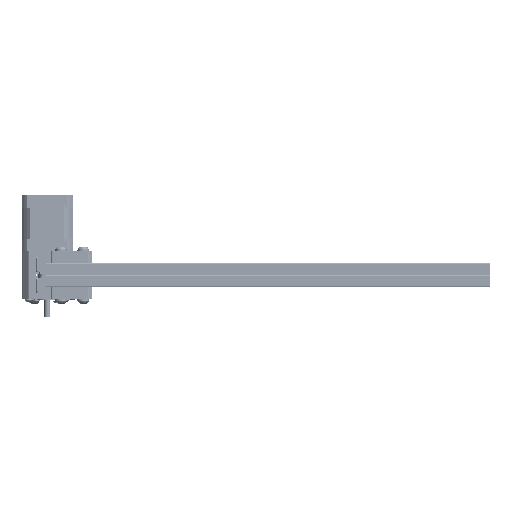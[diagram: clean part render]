
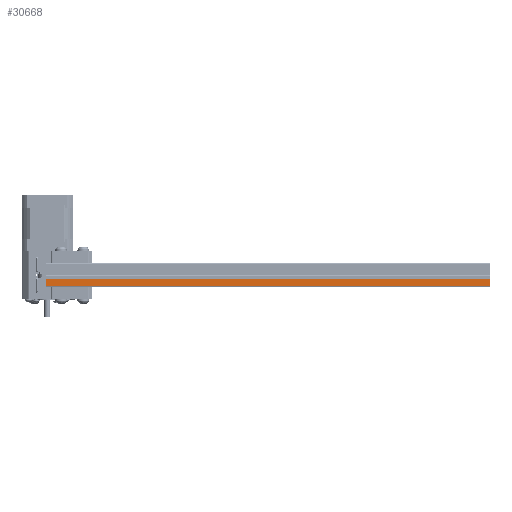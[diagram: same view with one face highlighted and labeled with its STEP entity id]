
A CAD part, left-side view. The second image highlights one B-rep face of the part: STEP entity #30668.
In plain terms, the highlighted face is planar.
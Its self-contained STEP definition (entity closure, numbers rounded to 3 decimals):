
#2475=PLANE('',#34546);
#4150=FACE_OUTER_BOUND('',#6122,.T.);
#6122=EDGE_LOOP('',(#27680,#27681,#27682,#27683));
#8393=LINE('',#56103,#10828);
#8394=LINE('',#56106,#10829);
#8395=LINE('',#56108,#10830);
#8396=LINE('',#56109,#10831);
#10828=VECTOR('',#43675,1000.);
#10829=VECTOR('',#43678,1000.);
#10830=VECTOR('',#43679,10.);
#10831=VECTOR('',#43680,1000.);
#15336=VERTEX_POINT('',#56099);
#15337=VERTEX_POINT('',#56101);
#15338=VERTEX_POINT('',#56105);
#15339=VERTEX_POINT('',#56107);
#19510=EDGE_CURVE('',#15337,#15336,#8393,.T.);
#19511=EDGE_CURVE('',#15336,#15338,#8394,.T.);
#19512=EDGE_CURVE('',#15337,#15339,#8395,.T.);
#19513=EDGE_CURVE('',#15339,#15338,#8396,.T.);
#27680=ORIENTED_EDGE('',*,*,#19511,.F.);
#27681=ORIENTED_EDGE('',*,*,#19510,.F.);
#27682=ORIENTED_EDGE('',*,*,#19512,.T.);
#27683=ORIENTED_EDGE('',*,*,#19513,.T.);
#30668=ADVANCED_FACE('',(#4150),#2475,.T.);
#34546=AXIS2_PLACEMENT_3D('',#56104,#43676,#43677);
#43675=DIRECTION('',(0.,0.,1.));
#43676=DIRECTION('center_axis',(0.,1.,0.));
#43677=DIRECTION('ref_axis',(0.,0.,1.));
#43678=DIRECTION('',(-1.,0.,0.));
#43679=DIRECTION('',(-1.,0.,0.));
#43680=DIRECTION('',(0.,0.,1.));
#56099=CARTESIAN_POINT('',(9.,10.,20.));
#56101=CARTESIAN_POINT('',(9.,10.,-350.));
#56103=CARTESIAN_POINT('',(9.,10.,-200.));
#56104=CARTESIAN_POINT('Origin',(9.,10.,-200.));
#56105=CARTESIAN_POINT('',(3.,10.,20.));
#56106=CARTESIAN_POINT('',(9.,10.,20.));
#56107=CARTESIAN_POINT('',(3.,10.,-350.));
#56108=CARTESIAN_POINT('',(0.,10.,-350.));
#56109=CARTESIAN_POINT('',(3.,10.,-200.));
